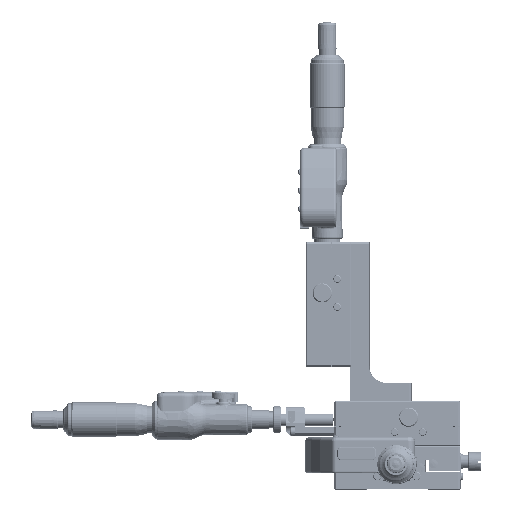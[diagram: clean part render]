
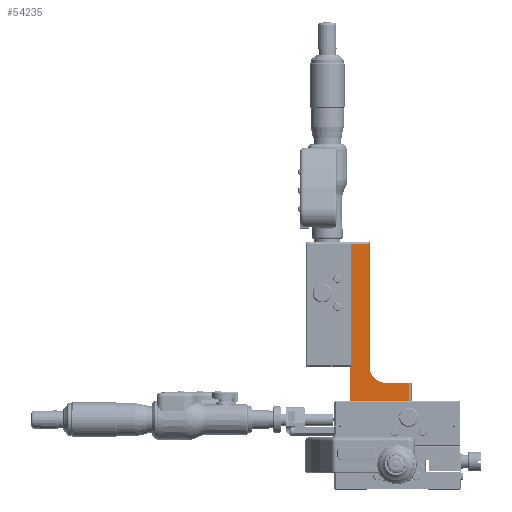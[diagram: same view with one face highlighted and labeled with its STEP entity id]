
A CAD part, front view. The second image highlights one B-rep face of the part: STEP entity #54235.
In plain terms, the highlighted face is planar.
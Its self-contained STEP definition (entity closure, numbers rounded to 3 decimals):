
#5380=LINE('',#91690,#9965);
#5383=LINE('',#91697,#9968);
#5390=LINE('',#91710,#9975);
#5393=LINE('',#91717,#9978);
#5395=LINE('',#91721,#9980);
#5396=LINE('',#91723,#9981);
#5397=LINE('',#91724,#9982);
#5398=LINE('',#91727,#9983);
#9965=VECTOR('',#73533,12.3);
#9968=VECTOR('',#73538,9.5);
#9975=VECTOR('',#73547,64.);
#9978=VECTOR('',#73554,9.5);
#9980=VECTOR('',#73558,0.5);
#9981=VECTOR('',#73559,17.5);
#9982=VECTOR('',#73560,30.8);
#9983=VECTOR('',#73563,63.5);
#14223=FACE_OUTER_BOUND('',#18107,.T.);
#18107=EDGE_LOOP('',(#45647,#45648,#45649,#45650,#45651,#45652,#45653,#45654,
#45655));
#21099=CIRCLE('',#59780,8.5);
#25610=VERTEX_POINT('',#91687);
#25611=VERTEX_POINT('',#91689);
#25613=VERTEX_POINT('',#91694);
#25614=VERTEX_POINT('',#91696);
#25619=VERTEX_POINT('',#91708);
#25621=VERTEX_POINT('',#91716);
#25622=VERTEX_POINT('',#91720);
#25623=VERTEX_POINT('',#91722);
#25624=VERTEX_POINT('',#91725);
#32499=EDGE_CURVE('',#25611,#25610,#5380,.T.);
#32502=EDGE_CURVE('',#25613,#25614,#5383,.T.);
#32509=EDGE_CURVE('',#25613,#25619,#5390,.T.);
#32512=EDGE_CURVE('',#25611,#25621,#5393,.T.);
#32514=EDGE_CURVE('',#25619,#25622,#5395,.T.);
#32515=EDGE_CURVE('',#25623,#25622,#5396,.T.);
#32516=EDGE_CURVE('',#25621,#25623,#5397,.T.);
#32517=EDGE_CURVE('',#25610,#25624,#21099,.T.);
#32518=EDGE_CURVE('',#25624,#25614,#5398,.T.);
#45647=ORIENTED_EDGE('',*,*,#32502,.F.);
#45648=ORIENTED_EDGE('',*,*,#32509,.T.);
#45649=ORIENTED_EDGE('',*,*,#32514,.T.);
#45650=ORIENTED_EDGE('',*,*,#32515,.F.);
#45651=ORIENTED_EDGE('',*,*,#32516,.F.);
#45652=ORIENTED_EDGE('',*,*,#32512,.F.);
#45653=ORIENTED_EDGE('',*,*,#32499,.T.);
#45654=ORIENTED_EDGE('',*,*,#32517,.T.);
#45655=ORIENTED_EDGE('',*,*,#32518,.T.);
#51389=PLANE('',#59779);
#54235=ADVANCED_FACE('',(#14223),#51389,.T.);
#59779=AXIS2_PLACEMENT_3D('',#91719,#73556,#73557);
#59780=AXIS2_PLACEMENT_3D('',#91726,#73561,#73562);
#73533=DIRECTION('',(0.,-1.,0.));
#73538=DIRECTION('',(0.,1.,0.));
#73547=DIRECTION('',(0.,0.,-1.));
#73554=DIRECTION('',(0.,0.,-1.));
#73556=DIRECTION('center_axis',(1.,0.,0.));
#73557=DIRECTION('ref_axis',(0.,0.,-1.));
#73558=DIRECTION('',(0.,-1.,0.));
#73559=DIRECTION('',(0.,0.,1.));
#73560=DIRECTION('',(0.,-1.,0.));
#73561=DIRECTION('center_axis',(-1.,0.,0.));
#73562=DIRECTION('ref_axis',(0.,-1.,0.));
#73563=DIRECTION('',(0.,0.,1.));
#91687=CARTESIAN_POINT('',(32.5,18.5,9.5));
#91689=CARTESIAN_POINT('',(32.5,30.8,9.5));
#91690=CARTESIAN_POINT('',(32.5,30.8,9.5));
#91694=CARTESIAN_POINT('',(32.5,0.5,81.5));
#91696=CARTESIAN_POINT('',(32.5,10.,81.5));
#91697=CARTESIAN_POINT('',(32.5,0.5,81.5));
#91708=CARTESIAN_POINT('',(32.5,0.5,17.5));
#91710=CARTESIAN_POINT('',(32.5,0.5,81.5));
#91716=CARTESIAN_POINT('',(32.5,30.8,0.));
#91717=CARTESIAN_POINT('',(32.5,30.8,9.5));
#91719=CARTESIAN_POINT('Origin',(32.5,31.8,0.));
#91720=CARTESIAN_POINT('',(32.5,0.,17.5));
#91721=CARTESIAN_POINT('',(32.5,0.5,17.5));
#91722=CARTESIAN_POINT('',(32.5,0.,0.));
#91723=CARTESIAN_POINT('',(32.5,0.,0.));
#91724=CARTESIAN_POINT('',(32.5,30.8,0.));
#91725=CARTESIAN_POINT('',(32.5,10.,18.));
#91726=CARTESIAN_POINT('Origin',(32.5,18.5,18.));
#91727=CARTESIAN_POINT('',(32.5,10.,18.));
